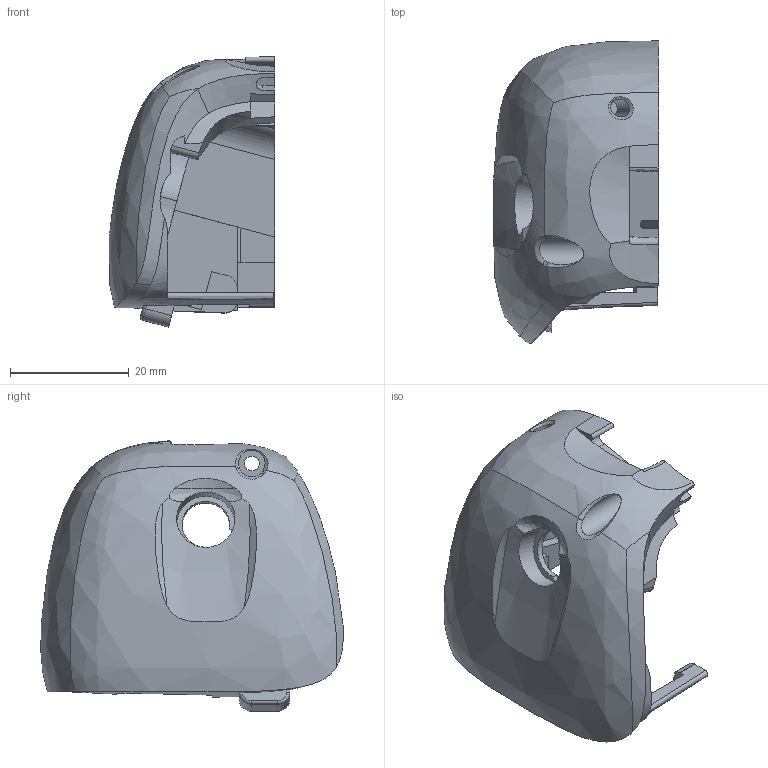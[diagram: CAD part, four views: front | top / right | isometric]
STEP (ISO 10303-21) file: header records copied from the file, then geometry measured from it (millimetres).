
FILE_DESCRIPTION(/* description */ (''),/* implementation_level */ '2;1');
FILE_NAME(/* name */ '身体后壳-右.step',/* time_stamp */ '2022-03-15T10:53:20+08:00',/* author */ (''),/* organization */ (''),/* preprocessor_version */ 'ST-DEVELOPER v18.1',/* originating_system */ 'Autodesk Translation Framework v10.13.0.1454',/* authorisation */ '');
FILE_SCHEMA (('AUTOMOTIVE_DESIGN { 1 0 10303 214 3 1 1 }'));
Length unit declared in the file: millimetre
Products named in the file (1): 身体后壳-右
Bounding box: 27.85 x 50.85 x 45.47 mm (x, y, z)
Volume: 18651.9 mm3; surface area: 8611.9 mm2
Topology: 1 solids, 1 shells, 138 faces, 393 edges, 261 vertices
Faces by surface type: plane 60, bspline 44, cylinder 31, torus 2, cone 1
Full cylindrical faces by diameter (mm): 1.5 x3, 2.5 x1, 3 x1, 9.8 x1
Entity records: 14804 total; most frequent: CARTESIAN_POINT 11604, ORIENTED_EDGE 786, DIRECTION 457, EDGE_CURVE 393, VERTEX_POINT 261, B_SPLINE_CURVE_WITH_KNOTS 188, AXIS2_PLACEMENT_3D 159, EDGE_LOOP 148
